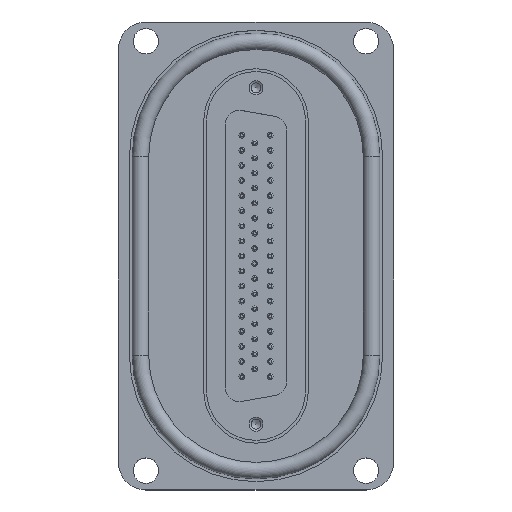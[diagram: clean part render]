
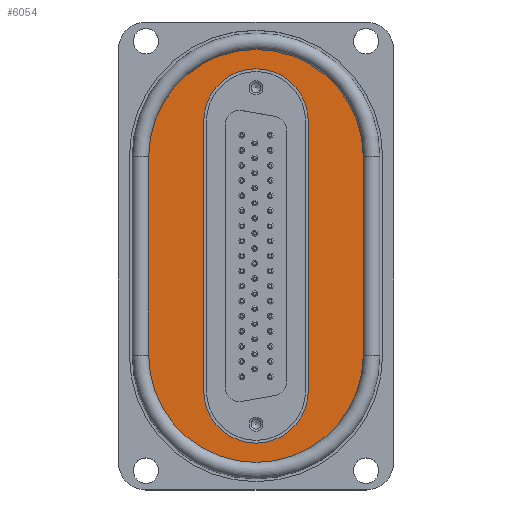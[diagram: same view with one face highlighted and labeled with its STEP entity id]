
A CAD part, top view. The second image highlights one B-rep face of the part: STEP entity #6054.
In plain terms, the highlighted planar face has unit normal (0, 0, 1).
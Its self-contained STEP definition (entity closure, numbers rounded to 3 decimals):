
#147=FACE_BOUND('',#1190,.T.);
#648=PLANE('',#6546);
#797=FACE_OUTER_BOUND('',#1189,.T.);
#1189=EDGE_LOOP('',(#4327,#4328,#4329,#4330));
#1190=EDGE_LOOP('',(#4331,#4332,#4333,#4334));
#1654=LINE('',#9792,#1872);
#1658=LINE('',#9802,#1876);
#1691=LINE('',#9934,#1909);
#1694=LINE('',#9941,#1912);
#1872=VECTOR('',#7522,10.);
#1876=VECTOR('',#7534,10.);
#1909=VECTOR('',#7671,1000.);
#1912=VECTOR('',#7680,1000.);
#2088=CIRCLE('',#6485,9.5);
#2090=CIRCLE('',#6489,9.5);
#2121=CIRCLE('',#6541,19.5);
#2122=CIRCLE('',#6544,19.5);
#2729=VERTEX_POINT('',#9783);
#2730=VERTEX_POINT('',#9785);
#2732=VERTEX_POINT('',#9791);
#2734=VERTEX_POINT('',#9797);
#2779=VERTEX_POINT('',#9927);
#2780=VERTEX_POINT('',#9928);
#2781=VERTEX_POINT('',#9933);
#2782=VERTEX_POINT('',#9937);
#3319=EDGE_CURVE('',#2730,#2729,#2088,.T.);
#3322=EDGE_CURVE('',#2732,#2730,#1654,.T.);
#3325=EDGE_CURVE('',#2734,#2732,#2090,.T.);
#3328=EDGE_CURVE('',#2729,#2734,#1658,.T.);
#3389=EDGE_CURVE('',#2779,#2780,#2121,.T.);
#3392=EDGE_CURVE('',#2781,#2779,#1691,.T.);
#3394=EDGE_CURVE('',#2782,#2781,#2122,.T.);
#3396=EDGE_CURVE('',#2780,#2782,#1694,.T.);
#4327=ORIENTED_EDGE('',*,*,#3392,.T.);
#4328=ORIENTED_EDGE('',*,*,#3389,.T.);
#4329=ORIENTED_EDGE('',*,*,#3396,.T.);
#4330=ORIENTED_EDGE('',*,*,#3394,.T.);
#4331=ORIENTED_EDGE('',*,*,#3325,.T.);
#4332=ORIENTED_EDGE('',*,*,#3322,.T.);
#4333=ORIENTED_EDGE('',*,*,#3319,.T.);
#4334=ORIENTED_EDGE('',*,*,#3328,.T.);
#6054=ADVANCED_FACE('',(#797,#147),#648,.T.);
#6485=AXIS2_PLACEMENT_3D('',#9786,#7516,#7517);
#6489=AXIS2_PLACEMENT_3D('',#9798,#7528,#7529);
#6541=AXIS2_PLACEMENT_3D('',#9929,#7665,#7666);
#6544=AXIS2_PLACEMENT_3D('',#9938,#7675,#7676);
#6546=AXIS2_PLACEMENT_3D('',#9942,#7681,#7682);
#7516=DIRECTION('center_axis',(0.,0.,-1.));
#7517=DIRECTION('ref_axis',(1.,0.,0.));
#7522=DIRECTION('',(0.,1.,0.));
#7528=DIRECTION('center_axis',(0.,0.,-1.));
#7529=DIRECTION('ref_axis',(-1.,0.,0.));
#7534=DIRECTION('',(0.,-1.,0.));
#7665=DIRECTION('center_axis',(0.,0.,1.));
#7666=DIRECTION('ref_axis',(1.,0.,0.));
#7671=DIRECTION('',(0.,-1.,0.));
#7675=DIRECTION('center_axis',(0.,0.,1.));
#7676=DIRECTION('ref_axis',(1.,0.,0.));
#7680=DIRECTION('',(0.,1.,0.));
#7681=DIRECTION('center_axis',(0.,0.,1.));
#7682=DIRECTION('ref_axis',(1.,0.,0.));
#9783=CARTESIAN_POINT('',(9.5,24.499,10.));
#9785=CARTESIAN_POINT('',(-9.5,24.499,10.));
#9786=CARTESIAN_POINT('Origin',(0.,24.499,10.));
#9791=CARTESIAN_POINT('',(-9.5,-24.499,10.));
#9792=CARTESIAN_POINT('',(-9.5,-12.249,10.));
#9797=CARTESIAN_POINT('',(9.5,-24.499,10.));
#9798=CARTESIAN_POINT('Origin',(0.,-24.499,10.));
#9802=CARTESIAN_POINT('',(9.5,12.249,10.));
#9927=CARTESIAN_POINT('',(-19.5,-18.,10.));
#9928=CARTESIAN_POINT('',(19.5,-18.,10.));
#9929=CARTESIAN_POINT('Origin',(0.,-18.,10.));
#9933=CARTESIAN_POINT('',(-19.5,18.,10.));
#9934=CARTESIAN_POINT('',(-19.5,-18.,10.));
#9937=CARTESIAN_POINT('',(19.5,18.,10.));
#9938=CARTESIAN_POINT('Origin',(0.,18.,10.));
#9941=CARTESIAN_POINT('',(19.5,-18.,10.));
#9942=CARTESIAN_POINT('Origin',(0.,0.,10.));
